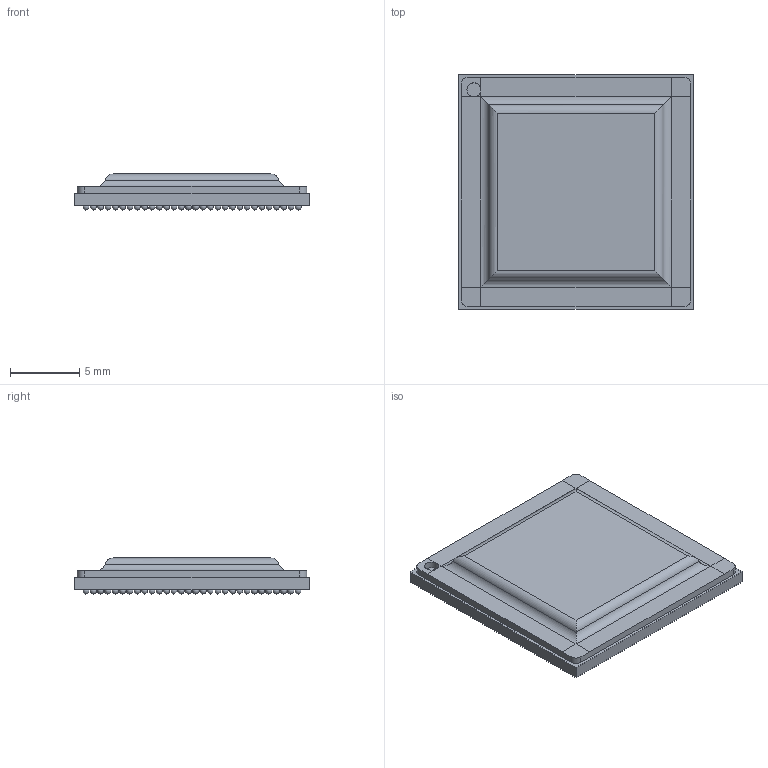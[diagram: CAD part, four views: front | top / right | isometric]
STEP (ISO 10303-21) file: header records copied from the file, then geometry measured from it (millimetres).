
FILE_DESCRIPTION(('FreeCAD Model'),'2;1');
FILE_NAME('FBGA-448-NXP-SOT-1908-1.step','2020-05-20T14:10:05',('Author'),( ''),'Open CASCADE STEP processor 6.8','FreeCAD','Unknown');
FILE_SCHEMA(('AUTOMOTIVE_DESIGN_CC2 { 1 2 10303 214 -1 1 5 4 }'));
Length unit declared in the file: millimetre
Products named in the file (4): ASSEMBLY; Pins; Substrate; IHS
Assembly tree (3 placements, depth 2):
  ASSEMBLY
    Pins
    Substrate
    IHS
Bounding box: 17 x 17 x 2.61 mm (x, y, z)
Volume: 563.4 mm3; surface area: 1528.7 mm2
Topology: 450 solids, 450 shells, 482 faces, 1422 edges, 943 vertices
Faces by surface type: sphere 448, plane 21, cylinder 13
Full cylindrical faces by diameter (mm): 1 x1
Entity records: 10782 total; most frequent: CARTESIAN_POINT 1497, DIRECTION 1199, AXIS2_PLACEMENT_3D 503, VERTEX_POINT 495, FACE_BOUND 483, ADVANCED_FACE 482, MANIFOLD_SOLID_BREP 450, CLOSED_SHELL 450
